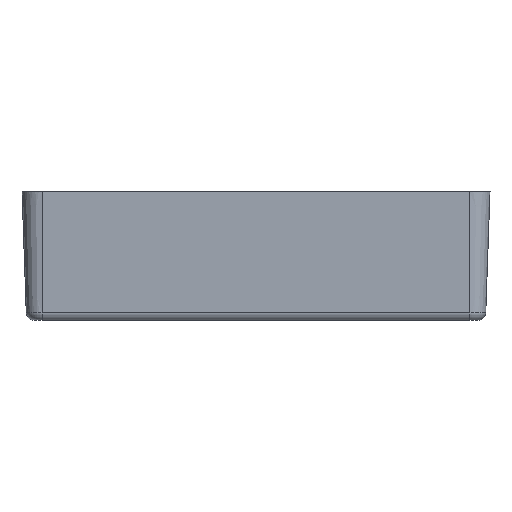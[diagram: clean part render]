
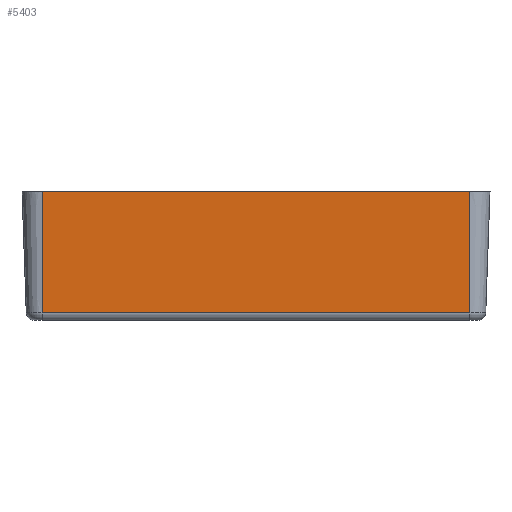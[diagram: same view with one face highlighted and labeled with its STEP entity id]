
A CAD part, left-side view. The second image highlights one B-rep face of the part: STEP entity #5403.
In plain terms, the highlighted planar face has unit normal (-0.999, 0, -0.035).
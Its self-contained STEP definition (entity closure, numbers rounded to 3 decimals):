
#356=PLANE('',#5816);
#826=FACE_OUTER_BOUND('',#1195,.T.);
#1195=EDGE_LOOP('',(#4934,#4935,#4936,#4937));
#1627=LINE('',#10554,#2014);
#1632=LINE('',#10569,#2019);
#1637=LINE('',#10580,#2024);
#1638=LINE('',#10581,#2025);
#2014=VECTOR('',#6950,31.089);
#2019=VECTOR('',#6963,109.6);
#2024=VECTOR('',#6974,31.089);
#2025=VECTOR('',#6975,109.6);
#2717=VERTEX_POINT('',#10551);
#2718=VERTEX_POINT('',#10553);
#2724=VERTEX_POINT('',#10567);
#2727=VERTEX_POINT('',#10579);
#3471=EDGE_CURVE('',#2717,#2718,#1627,.T.);
#3478=EDGE_CURVE('',#2724,#2717,#1632,.T.);
#3485=EDGE_CURVE('',#2724,#2727,#1637,.T.);
#3486=EDGE_CURVE('',#2718,#2727,#1638,.T.);
#4934=ORIENTED_EDGE('',*,*,#3471,.F.);
#4935=ORIENTED_EDGE('',*,*,#3478,.F.);
#4936=ORIENTED_EDGE('',*,*,#3485,.T.);
#4937=ORIENTED_EDGE('',*,*,#3486,.F.);
#5403=ADVANCED_FACE('',(#826),#356,.T.);
#5816=AXIS2_PLACEMENT_3D('',#10578,#6972,#6973);
#6950=DIRECTION('',(0.035,0.,-0.999));
#6963=DIRECTION('',(0.,-1.,0.));
#6972=DIRECTION('center_axis',(-0.999,0.,-0.035));
#6973=DIRECTION('ref_axis',(0.,1.,0.));
#6974=DIRECTION('',(0.035,0.,-0.999));
#6975=DIRECTION('',(0.,1.,0.));
#10551=CARTESIAN_POINT('',(-94.,-54.8,0.));
#10553=CARTESIAN_POINT('',(-92.915,-54.8,-31.07));
#10554=CARTESIAN_POINT('',(-94.,-54.8,0.));
#10567=CARTESIAN_POINT('',(-94.,54.8,0.));
#10569=CARTESIAN_POINT('',(-94.,54.8,0.));
#10578=CARTESIAN_POINT('Origin',(-94.,54.8,0.));
#10579=CARTESIAN_POINT('',(-92.915,54.8,-31.07));
#10580=CARTESIAN_POINT('',(-94.,54.8,0.));
#10581=CARTESIAN_POINT('',(-92.915,27.4,-31.07));
